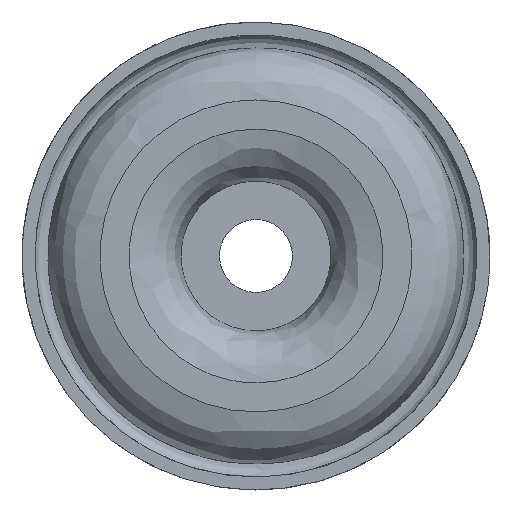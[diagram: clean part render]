
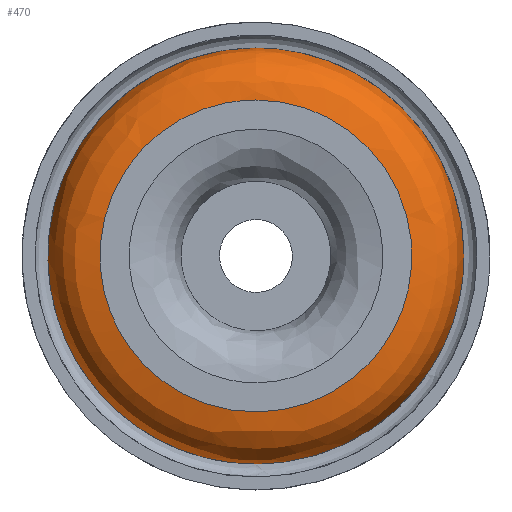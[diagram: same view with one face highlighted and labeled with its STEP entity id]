
A CAD part, front view. The second image highlights one B-rep face of the part: STEP entity #470.
In plain terms, the highlighted free-form (B-spline) face has degree [2, 2] with [9, 3] control points.
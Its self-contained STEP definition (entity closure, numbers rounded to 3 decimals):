
#409 = EDGE_CURVE('',#410,#410,#412,.T.);
#410 = VERTEX_POINT('',#411);
#411 = CARTESIAN_POINT('',(0.,-30.026,
    19.076));
#412 = ( BOUNDED_CURVE() B_SPLINE_CURVE(2,(#413,#414,#415,#416,#417,#418
,#419),.UNSPECIFIED.,.T.,.F.) B_SPLINE_CURVE_WITH_KNOTS((3,2,2,3),(
    4.712,6.807,8.901,10.996),
.PIECEWISE_BEZIER_KNOTS.) CURVE() GEOMETRIC_REPRESENTATION_ITEM() 
RATIONAL_B_SPLINE_CURVE((1.,0.5,1.,0.5,1.,0.5,1.)) REPRESENTATION_ITEM(
  '') );
#413 = CARTESIAN_POINT('',(0.,-30.026,
    19.076));
#414 = CARTESIAN_POINT('',(33.041,-30.026,
    19.076));
#415 = CARTESIAN_POINT('',(16.521,-30.026,
    -9.538));
#416 = CARTESIAN_POINT('',(0.,-30.026,
    -38.153));
#417 = CARTESIAN_POINT('',(-16.521,-30.026,
    -9.538));
#418 = CARTESIAN_POINT('',(-33.041,-30.026,
    19.076));
#419 = CARTESIAN_POINT('',(0.,-30.026,
    19.076));
#470 = ADVANCED_FACE('',(#471),#499,.T.);
#471 = FACE_BOUND('',#472,.T.);
#472 = EDGE_LOOP('',(#473,#474,#482,#492,#498));
#473 = ORIENTED_EDGE('',*,*,#409,.T.);
#474 = ORIENTED_EDGE('',*,*,#475,.T.);
#475 = EDGE_CURVE('',#410,#476,#478,.T.);
#476 = VERTEX_POINT('',#477);
#477 = CARTESIAN_POINT('',(0.,-23.668,
    25.435));
#478 = ( BOUNDED_CURVE() B_SPLINE_CURVE(2,(#479,#480,#481),
.UNSPECIFIED.,.F.,.F.) B_SPLINE_CURVE_WITH_KNOTS((3,3),(4.712,
6.283),.PIECEWISE_BEZIER_KNOTS.) CURVE() 
GEOMETRIC_REPRESENTATION_ITEM() RATIONAL_B_SPLINE_CURVE((1.,
0.707,1.)) REPRESENTATION_ITEM('') );
#479 = CARTESIAN_POINT('',(0.,-30.026,
    19.076));
#480 = CARTESIAN_POINT('',(0.,-30.026,
    25.435));
#481 = CARTESIAN_POINT('',(0.,-23.668,
    25.435));
#482 = ORIENTED_EDGE('',*,*,#483,.T.);
#483 = EDGE_CURVE('',#476,#484,#486,.T.);
#484 = VERTEX_POINT('',#485);
#485 = CARTESIAN_POINT('',(25.435,-23.668,
    0.));
#486 = ( BOUNDED_CURVE() B_SPLINE_CURVE(2,(#487,#488,#489,#490,#491),
.UNSPECIFIED.,.F.,.F.) B_SPLINE_CURVE_WITH_KNOTS((3,2,3),(1.571
,3.927,6.283),.PIECEWISE_BEZIER_KNOTS.) CURVE() 
GEOMETRIC_REPRESENTATION_ITEM() RATIONAL_B_SPLINE_CURVE((1.,
0.383,1.,0.383,1.)) REPRESENTATION_ITEM('') );
#487 = CARTESIAN_POINT('',(0.,-23.668,
    25.435));
#488 = CARTESIAN_POINT('',(-61.406,-23.668,
    25.435));
#489 = CARTESIAN_POINT('',(-17.985,-23.668,
    -17.985));
#490 = CARTESIAN_POINT('',(25.435,-23.668,
    -61.406));
#491 = CARTESIAN_POINT('',(25.435,-23.668,
    0.));
#492 = ORIENTED_EDGE('',*,*,#493,.T.);
#493 = EDGE_CURVE('',#484,#476,#494,.T.);
#494 = ( BOUNDED_CURVE() B_SPLINE_CURVE(2,(#495,#496,#497),
.UNSPECIFIED.,.F.,.F.) B_SPLINE_CURVE_WITH_KNOTS((3,3),(0.,
1.571),.PIECEWISE_BEZIER_KNOTS.) CURVE() 
GEOMETRIC_REPRESENTATION_ITEM() RATIONAL_B_SPLINE_CURVE((1.,
0.707,1.)) REPRESENTATION_ITEM('') );
#495 = CARTESIAN_POINT('',(25.435,-23.668,
    0.));
#496 = CARTESIAN_POINT('',(25.435,-23.668,
    25.435));
#497 = CARTESIAN_POINT('',(0.,-23.668,
    25.435));
#498 = ORIENTED_EDGE('',*,*,#475,.F.);
#499 = ( BOUNDED_SURFACE() B_SPLINE_SURFACE(2,2,(
    (#500,#501,#502)
    ,(#503,#504,#505)
    ,(#506,#507,#508)
    ,(#509,#510,#511)
    ,(#512,#513,#514)
    ,(#515,#516,#517)
    ,(#518,#519,#520)
    ,(#521,#522,#523)
    ,(#524,#525,#526
)),.UNSPECIFIED.,.T.,.F.,.F.) B_SPLINE_SURFACE_WITH_KNOTS((3,2,2,2,3),(3
    ,3),(-3.142,-2.094,0.,2.094,3.142)
,(0.,1.571),.UNSPECIFIED.) GEOMETRIC_REPRESENTATION_ITEM() 
RATIONAL_B_SPLINE_SURFACE((
    (0.75,0.53,0.75)
    ,(0.75,0.53,0.75)
    ,(1.,0.707,1.)
    ,(0.5,0.354,0.5)
    ,(1.,0.707,1.)
    ,(0.5,0.354,0.5)
    ,(1.,0.707,1.)
    ,(0.75,0.53,0.75)
,(0.75,0.53,0.75))) REPRESENTATION_ITEM('') SURFACE() );
#500 = CARTESIAN_POINT('',(0.,-23.668,
    25.435));
#501 = CARTESIAN_POINT('',(0.,-30.026,
    25.435));
#502 = CARTESIAN_POINT('',(0.,-30.026,19.076));
#503 = CARTESIAN_POINT('',(-14.685,-23.668,
    25.435));
#504 = CARTESIAN_POINT('',(-14.685,-30.026,
    25.435));
#505 = CARTESIAN_POINT('',(-11.014,-30.026,
    19.076));
#506 = CARTESIAN_POINT('',(-22.028,-23.668,
    12.718));
#507 = CARTESIAN_POINT('',(-22.028,-30.026,
    12.718));
#508 = CARTESIAN_POINT('',(-16.521,-30.026,9.538
    ));
#509 = CARTESIAN_POINT('',(-44.055,-23.668,
    -25.435));
#510 = CARTESIAN_POINT('',(-44.055,-30.026,
    -25.435));
#511 = CARTESIAN_POINT('',(-33.041,-30.026,
    -19.076));
#512 = CARTESIAN_POINT('',(0.,-23.668,-25.435));
#513 = CARTESIAN_POINT('',(0.,-30.026,-25.435));
#514 = CARTESIAN_POINT('',(0.,-30.026,-19.076));
#515 = CARTESIAN_POINT('',(44.055,-23.668,
    -25.435));
#516 = CARTESIAN_POINT('',(44.055,-30.026,
    -25.435));
#517 = CARTESIAN_POINT('',(33.041,-30.026,
    -19.076));
#518 = CARTESIAN_POINT('',(22.028,-23.668,
    12.718));
#519 = CARTESIAN_POINT('',(22.028,-30.026,
    12.718));
#520 = CARTESIAN_POINT('',(16.521,-30.026,9.538
    ));
#521 = CARTESIAN_POINT('',(14.685,-23.668,
    25.435));
#522 = CARTESIAN_POINT('',(14.685,-30.026,
    25.435));
#523 = CARTESIAN_POINT('',(11.014,-30.026,
    19.076));
#524 = CARTESIAN_POINT('',(0.,-23.668,
    25.435));
#525 = CARTESIAN_POINT('',(0.,-30.026,
    25.435));
#526 = CARTESIAN_POINT('',(0.,-30.026,19.076));
